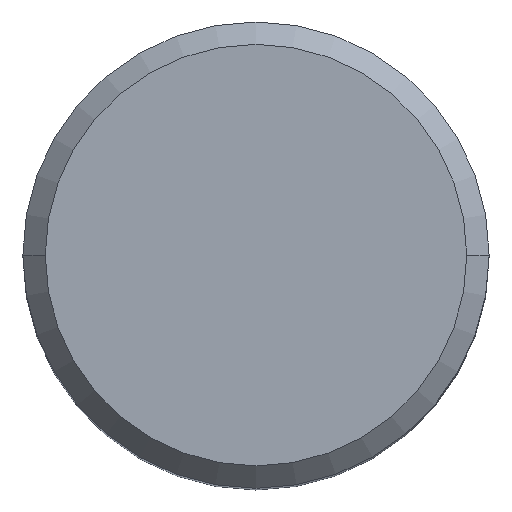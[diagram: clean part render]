
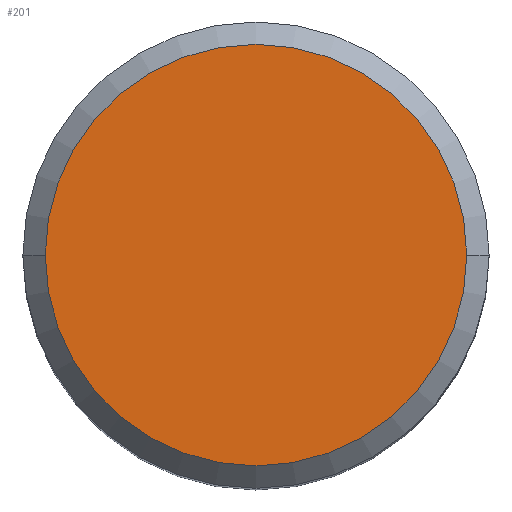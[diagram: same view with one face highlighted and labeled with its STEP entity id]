
A CAD part, top view. The second image highlights one B-rep face of the part: STEP entity #201.
In plain terms, the highlighted planar face has unit normal (0, 0, 1).
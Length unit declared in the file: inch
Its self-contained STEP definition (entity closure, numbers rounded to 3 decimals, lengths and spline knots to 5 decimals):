
#13 = CARTESIAN_POINT ( 'NONE',  ( 0., 0.14125, 0. ) ) ;
#15 = CARTESIAN_POINT ( 'NONE',  ( -0.14125, 0., 0. ) ) ;
#17 = CARTESIAN_POINT ( 'NONE',  ( 0.14125, 0., 0. ) ) ;
#24 = EDGE_CURVE ( 'NONE', #310, #285, #268, .T. ) ;
#90 = DIRECTION ( 'NONE',  ( 0., 0., -1. ) ) ;
#96 = AXIS2_PLACEMENT_3D ( 'NONE', #386, #363, #212 ) ;
#104 = ORIENTED_EDGE ( 'NONE', *, *, #24, .T. ) ;
#117 = CIRCLE ( 'NONE', #364, 0.14125 ) ;
#129 = DIRECTION ( 'NONE',  ( 0., 0., 1. ) ) ;
#135 = ORIENTED_EDGE ( 'NONE', *, *, #306, .T. ) ;
#155 = DIRECTION ( 'NONE',  ( -1., 0., 0. ) ) ;
#163 = CARTESIAN_POINT ( 'NONE',  ( 0., 0., 0. ) ) ;
#194 = AXIS2_PLACEMENT_3D ( 'NONE', #13, #90, #155 ) ;
#201 = ADVANCED_FACE ( 'NONE', ( #370 ), #407, .F. ) ;
#212 = DIRECTION ( 'NONE',  ( 1., 0., 0. ) ) ;
#268 = CIRCLE ( 'NONE', #96, 0.14125 ) ;
#276 = EDGE_LOOP ( 'NONE', ( #104, #135 ) ) ;
#285 = VERTEX_POINT ( 'NONE', #17 ) ;
#302 = DIRECTION ( 'NONE',  ( 1., 0., 0. ) ) ;
#306 = EDGE_CURVE ( 'NONE', #285, #310, #117, .T. ) ;
#310 = VERTEX_POINT ( 'NONE', #15 ) ;
#363 = DIRECTION ( 'NONE',  ( 0., 0., 1. ) ) ;
#364 = AXIS2_PLACEMENT_3D ( 'NONE', #163, #129, #302 ) ;
#370 = FACE_OUTER_BOUND ( 'NONE', #276, .T. ) ;
#386 = CARTESIAN_POINT ( 'NONE',  ( 0., 0., 0. ) ) ;
#407 = PLANE ( 'NONE',  #194 ) ;
